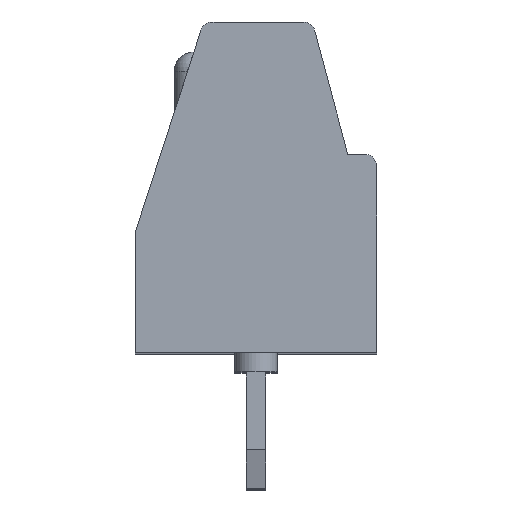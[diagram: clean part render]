
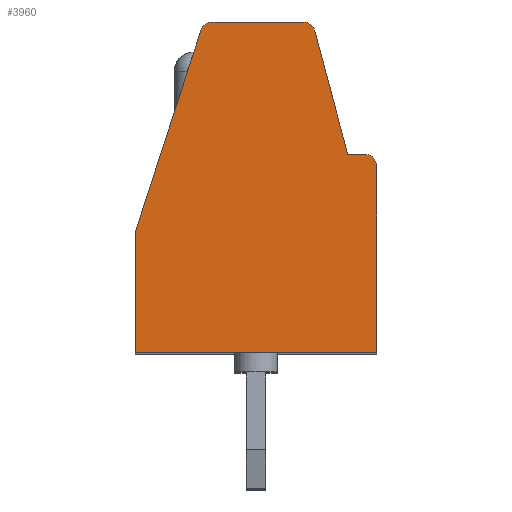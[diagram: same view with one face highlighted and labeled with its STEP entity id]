
A CAD part, top view. The second image highlights one B-rep face of the part: STEP entity #3960.
In plain terms, the highlighted face is planar.
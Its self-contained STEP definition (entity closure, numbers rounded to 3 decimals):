
#3060=CARTESIAN_POINT('',(0.,0.,
   -4.04));
#3070=DIRECTION('',(0.,0.,
   1.));
#3080=DIRECTION('',(1.,0.,
   0.));
#3090=AXIS2_PLACEMENT_3D('',#3060,#3070,#3080);
#3100=PLANE('',#3090);
#3110=CARTESIAN_POINT('',(-74.37,6.451
   ,-4.04));
#3120=DIRECTION('',(1.,0.,
   0.));
#3130=VECTOR('',#3120,1.);
#3140=LINE('',#3110,#3130);
#3150=CARTESIAN_POINT('',(-24.323,6.451
   ,-4.04));
#3160=VERTEX_POINT('',#3150);
#3170=CARTESIAN_POINT('',(-18.123,6.451
   ,-4.04));
#3180=VERTEX_POINT('',#3170);
#3190=EDGE_CURVE('',#3160,#3180,#3140,.T.);
#3200=ORIENTED_EDGE('',*,*,#3190,.F.);
#3210=CARTESIAN_POINT('',(-18.123,6.451
   ,-4.04));
#3220=DIRECTION('',(0.,1.,
   0.));
#3230=VECTOR('',#3220,1.);
#3240=LINE('',#3210,#3230);
#3250=CARTESIAN_POINT('',(-18.123,9.565
   ,-4.04));
#3260=VERTEX_POINT('',#3250);
#3270=EDGE_CURVE('',#3180,#3260,#3240,.T.);
#3280=ORIENTED_EDGE('',*,*,#3270,.F.);
#3290=CARTESIAN_POINT('',(-19.123,12.643
   ,-4.04));
#3300=DIRECTION('',(0.309,-0.951,
   0.));
#3310=VECTOR('',#3300,1.);
#3320=LINE('',#3290,#3310);
#3330=CARTESIAN_POINT('',(-19.805,14.744
   ,-4.04));
#3340=VERTEX_POINT('',#3330);
#3350=EDGE_CURVE('',#3340,#3260,#3320,.T.);
#3360=ORIENTED_EDGE('',*,*,#3350,.T.);
#3370=CARTESIAN_POINT('',(-20.091,14.651
   ,-4.04));
#3380=DIRECTION('',(0.,0.,
   1.));
#3390=DIRECTION('',(1.,0.,
   0.));
#3400=AXIS2_PLACEMENT_3D('',#3370,#3380,#3390);
#3410=CIRCLE('',#3400,0.3);
#3420=CARTESIAN_POINT('',(-20.091,14.951
   ,-4.04));
#3430=VERTEX_POINT('',#3420);
#3440=EDGE_CURVE('',#3340,#3430,#3410,.T.);
#3450=ORIENTED_EDGE('',*,*,#3440,.F.);
#3460=CARTESIAN_POINT('',(-22.443,14.951
   ,-4.04));
#3470=DIRECTION('',(1.,0.,
   0.));
#3480=VECTOR('',#3470,1.);
#3490=LINE('',#3460,#3480);
#3500=CARTESIAN_POINT('',(-22.443,14.951
   ,-4.04));
#3510=VERTEX_POINT('',#3500);
#3520=EDGE_CURVE('',#3510,#3430,#3490,.T.);
#3530=ORIENTED_EDGE('',*,*,#3520,.T.);
#3540=CARTESIAN_POINT('',(-22.443,14.651
   ,-4.04));
#3550=DIRECTION('',(0.,0.,
   1.));
#3560=DIRECTION('',(1.,0.,
   0.));
#3570=AXIS2_PLACEMENT_3D('',#3540,#3550,#3560);
#3580=CIRCLE('',#3570,0.3);
#3590=CARTESIAN_POINT('',(-22.732,14.729
   ,-4.04));
#3600=VERTEX_POINT('',#3590);
#3610=EDGE_CURVE('',#3510,#3600,#3580,.T.);
#3620=ORIENTED_EDGE('',*,*,#3610,.F.);
#3630=CARTESIAN_POINT('',(-23.584,11.551
   ,-4.04));
#3640=DIRECTION('',(0.259,0.966,
   0.));
#3650=VECTOR('',#3640,1.);
#3660=LINE('',#3630,#3650);
#3670=CARTESIAN_POINT('',(-23.584,11.551
   ,-4.04));
#3680=VERTEX_POINT('',#3670);
#3690=EDGE_CURVE('',#3680,#3600,#3660,.T.);
#3700=ORIENTED_EDGE('',*,*,#3690,.T.);
#3710=CARTESIAN_POINT('',(-24.023,11.551
   ,-4.04));
#3720=DIRECTION('',(1.,0.,
   0.));
#3730=VECTOR('',#3720,1.);
#3740=LINE('',#3710,#3730);
#3750=CARTESIAN_POINT('',(-24.023,11.551
   ,-4.04));
#3760=VERTEX_POINT('',#3750);
#3770=EDGE_CURVE('',#3760,#3680,#3740,.T.);
#3780=ORIENTED_EDGE('',*,*,#3770,.T.);
#3790=CARTESIAN_POINT('',(-24.023,11.251
   ,-4.04));
#3800=DIRECTION('',(0.,0.,
   1.));
#3810=DIRECTION('',(1.,0.,
   0.));
#3820=AXIS2_PLACEMENT_3D('',#3790,#3800,#3810);
#3830=CIRCLE('',#3820,0.3);
#3840=CARTESIAN_POINT('',(-24.323,11.251
   ,-4.04));
#3850=VERTEX_POINT('',#3840);
#3860=EDGE_CURVE('',#3760,#3850,#3830,.T.);
#3870=ORIENTED_EDGE('',*,*,#3860,.F.);
#3880=CARTESIAN_POINT('',(-24.323,6.601
   ,-4.04));
#3890=DIRECTION('',(0.,-1.,
   0.));
#3900=VECTOR('',#3890,1.);
#3910=LINE('',#3880,#3900);
#3920=EDGE_CURVE('',#3850,#3160,#3910,.T.);
#3930=ORIENTED_EDGE('',*,*,#3920,.F.);
#3940=EDGE_LOOP('',(#3930,#3870,#3780,#3700,#3620,#3530,#3450,#3360,
   #3280,#3200));
#3950=FACE_OUTER_BOUND('',#3940,.T.);
#3960=ADVANCED_FACE('',(#3950),#3100,.F.);
